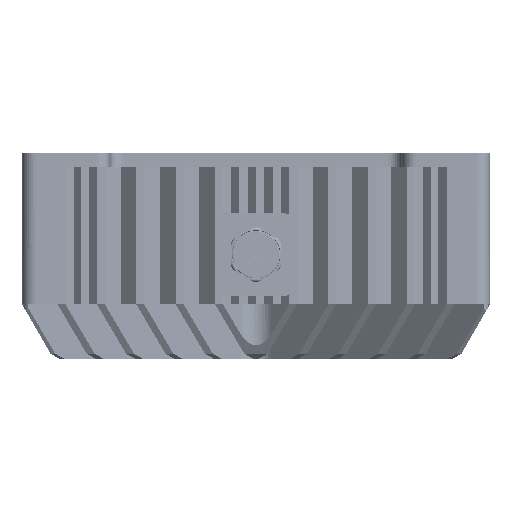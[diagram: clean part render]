
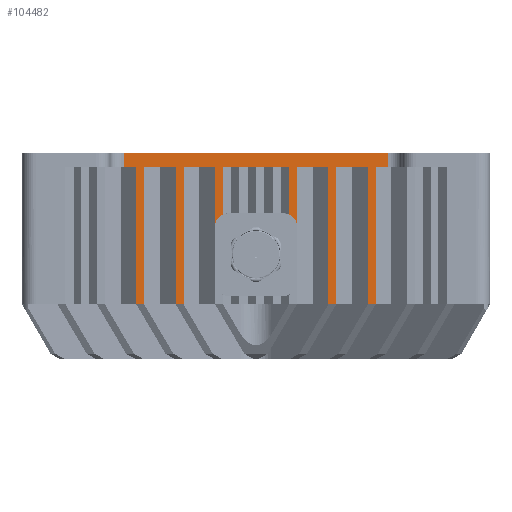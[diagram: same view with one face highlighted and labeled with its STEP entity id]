
A CAD part, left-side view. The second image highlights one B-rep face of the part: STEP entity #104482.
In plain terms, the highlighted planar face has unit normal (-1, 0, 0).
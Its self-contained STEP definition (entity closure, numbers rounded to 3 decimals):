
#10800=FACE_OUTER_BOUND('',#16464,.T.);
#16464=EDGE_LOOP('',(#84158,#84159,#84160,#84161,#84162,#84163,#84164,#84165,
#84166,#84167,#84168,#84169,#84170,#84171,#84172,#84173,#84174,#84175,#84176,
#84177,#84178,#84179,#84180,#84181,#84182,#84183,#84184,#84185,#84186,#84187,
#84188,#84189));
#21127=CIRCLE('',#112483,5.);
#21128=CIRCLE('',#112484,5.);
#27453=LINE('',#294781,#34963);
#27454=LINE('',#294783,#34964);
#27455=LINE('',#294785,#34965);
#27456=LINE('',#294787,#34966);
#27457=LINE('',#294789,#34967);
#27458=LINE('',#294791,#34968);
#27459=LINE('',#294793,#34969);
#27460=LINE('',#294795,#34970);
#27461=LINE('',#294797,#34971);
#27462=LINE('',#294799,#34972);
#27463=LINE('',#294801,#34973);
#27464=LINE('',#294803,#34974);
#27465=LINE('',#294805,#34975);
#27466=LINE('',#294809,#34976);
#27467=LINE('',#294811,#34977);
#27468=LINE('',#294813,#34978);
#27469=LINE('',#294815,#34979);
#27470=LINE('',#294817,#34980);
#27471=LINE('',#294819,#34981);
#27472=LINE('',#294821,#34982);
#27473=LINE('',#294825,#34983);
#27474=LINE('',#294827,#34984);
#27475=LINE('',#294829,#34985);
#27476=LINE('',#294831,#34986);
#27477=LINE('',#294833,#34987);
#27478=LINE('',#294835,#34988);
#27479=LINE('',#294837,#34989);
#27480=LINE('',#294839,#34990);
#27481=LINE('',#294841,#34991);
#27482=LINE('',#294842,#34992);
#34963=VECTOR('',#133106,10.);
#34964=VECTOR('',#133107,10.);
#34965=VECTOR('',#133108,10.);
#34966=VECTOR('',#133109,10.);
#34967=VECTOR('',#133110,10.);
#34968=VECTOR('',#133111,10.);
#34969=VECTOR('',#133112,10.);
#34970=VECTOR('',#133113,10.);
#34971=VECTOR('',#133114,10.);
#34972=VECTOR('',#133115,10.);
#34973=VECTOR('',#133116,10.);
#34974=VECTOR('',#133117,10.);
#34975=VECTOR('',#133118,10.);
#34976=VECTOR('',#133121,10.);
#34977=VECTOR('',#133122,10.);
#34978=VECTOR('',#133123,10.);
#34979=VECTOR('',#133124,10.);
#34980=VECTOR('',#133125,10.);
#34981=VECTOR('',#133126,10.);
#34982=VECTOR('',#133127,10.);
#34983=VECTOR('',#133130,10.);
#34984=VECTOR('',#133131,10.);
#34985=VECTOR('',#133132,10.);
#34986=VECTOR('',#133133,10.);
#34987=VECTOR('',#133134,10.);
#34988=VECTOR('',#133135,10.);
#34989=VECTOR('',#133136,10.);
#34990=VECTOR('',#133137,10.);
#34991=VECTOR('',#133138,10.);
#34992=VECTOR('',#133139,10.);
#44638=VERTEX_POINT('',#294779);
#44639=VERTEX_POINT('',#294780);
#44640=VERTEX_POINT('',#294782);
#44641=VERTEX_POINT('',#294784);
#44642=VERTEX_POINT('',#294786);
#44643=VERTEX_POINT('',#294788);
#44644=VERTEX_POINT('',#294790);
#44645=VERTEX_POINT('',#294792);
#44646=VERTEX_POINT('',#294794);
#44647=VERTEX_POINT('',#294796);
#44648=VERTEX_POINT('',#294798);
#44649=VERTEX_POINT('',#294800);
#44650=VERTEX_POINT('',#294802);
#44651=VERTEX_POINT('',#294804);
#44652=VERTEX_POINT('',#294806);
#44653=VERTEX_POINT('',#294808);
#44654=VERTEX_POINT('',#294810);
#44655=VERTEX_POINT('',#294812);
#44656=VERTEX_POINT('',#294814);
#44657=VERTEX_POINT('',#294816);
#44658=VERTEX_POINT('',#294818);
#44659=VERTEX_POINT('',#294820);
#44660=VERTEX_POINT('',#294822);
#44661=VERTEX_POINT('',#294824);
#44662=VERTEX_POINT('',#294826);
#44663=VERTEX_POINT('',#294828);
#44664=VERTEX_POINT('',#294830);
#44665=VERTEX_POINT('',#294832);
#44666=VERTEX_POINT('',#294834);
#44667=VERTEX_POINT('',#294836);
#44668=VERTEX_POINT('',#294838);
#44669=VERTEX_POINT('',#294840);
#58287=EDGE_CURVE('',#44638,#44639,#27453,.T.);
#58288=EDGE_CURVE('',#44638,#44640,#27454,.T.);
#58289=EDGE_CURVE('',#44641,#44640,#27455,.T.);
#58290=EDGE_CURVE('',#44641,#44642,#27456,.T.);
#58291=EDGE_CURVE('',#44642,#44643,#27457,.T.);
#58292=EDGE_CURVE('',#44643,#44644,#27458,.T.);
#58293=EDGE_CURVE('',#44644,#44645,#27459,.T.);
#58294=EDGE_CURVE('',#44645,#44646,#27460,.T.);
#58295=EDGE_CURVE('',#44646,#44647,#27461,.T.);
#58296=EDGE_CURVE('',#44647,#44648,#27462,.T.);
#58297=EDGE_CURVE('',#44648,#44649,#27463,.T.);
#58298=EDGE_CURVE('',#44649,#44650,#27464,.T.);
#58299=EDGE_CURVE('',#44650,#44651,#27465,.T.);
#58300=EDGE_CURVE('',#44652,#44651,#21127,.T.);
#58301=EDGE_CURVE('',#44652,#44653,#27466,.T.);
#58302=EDGE_CURVE('',#44653,#44654,#27467,.T.);
#58303=EDGE_CURVE('',#44654,#44655,#27468,.T.);
#58304=EDGE_CURVE('',#44655,#44656,#27469,.T.);
#58305=EDGE_CURVE('',#44656,#44657,#27470,.T.);
#58306=EDGE_CURVE('',#44657,#44658,#27471,.T.);
#58307=EDGE_CURVE('',#44658,#44659,#27472,.T.);
#58308=EDGE_CURVE('',#44660,#44659,#21128,.T.);
#58309=EDGE_CURVE('',#44660,#44661,#27473,.T.);
#58310=EDGE_CURVE('',#44661,#44662,#27474,.T.);
#58311=EDGE_CURVE('',#44662,#44663,#27475,.T.);
#58312=EDGE_CURVE('',#44663,#44664,#27476,.T.);
#58313=EDGE_CURVE('',#44664,#44665,#27477,.T.);
#58314=EDGE_CURVE('',#44665,#44666,#27478,.T.);
#58315=EDGE_CURVE('',#44666,#44667,#27479,.T.);
#58316=EDGE_CURVE('',#44667,#44668,#27480,.T.);
#58317=EDGE_CURVE('',#44668,#44669,#27481,.T.);
#58318=EDGE_CURVE('',#44669,#44639,#27482,.T.);
#84158=ORIENTED_EDGE('',*,*,#58287,.F.);
#84159=ORIENTED_EDGE('',*,*,#58288,.T.);
#84160=ORIENTED_EDGE('',*,*,#58289,.F.);
#84161=ORIENTED_EDGE('',*,*,#58290,.T.);
#84162=ORIENTED_EDGE('',*,*,#58291,.T.);
#84163=ORIENTED_EDGE('',*,*,#58292,.T.);
#84164=ORIENTED_EDGE('',*,*,#58293,.T.);
#84165=ORIENTED_EDGE('',*,*,#58294,.T.);
#84166=ORIENTED_EDGE('',*,*,#58295,.T.);
#84167=ORIENTED_EDGE('',*,*,#58296,.T.);
#84168=ORIENTED_EDGE('',*,*,#58297,.T.);
#84169=ORIENTED_EDGE('',*,*,#58298,.T.);
#84170=ORIENTED_EDGE('',*,*,#58299,.T.);
#84171=ORIENTED_EDGE('',*,*,#58300,.F.);
#84172=ORIENTED_EDGE('',*,*,#58301,.T.);
#84173=ORIENTED_EDGE('',*,*,#58302,.T.);
#84174=ORIENTED_EDGE('',*,*,#58303,.T.);
#84175=ORIENTED_EDGE('',*,*,#58304,.T.);
#84176=ORIENTED_EDGE('',*,*,#58305,.T.);
#84177=ORIENTED_EDGE('',*,*,#58306,.T.);
#84178=ORIENTED_EDGE('',*,*,#58307,.T.);
#84179=ORIENTED_EDGE('',*,*,#58308,.F.);
#84180=ORIENTED_EDGE('',*,*,#58309,.T.);
#84181=ORIENTED_EDGE('',*,*,#58310,.T.);
#84182=ORIENTED_EDGE('',*,*,#58311,.T.);
#84183=ORIENTED_EDGE('',*,*,#58312,.T.);
#84184=ORIENTED_EDGE('',*,*,#58313,.T.);
#84185=ORIENTED_EDGE('',*,*,#58314,.T.);
#84186=ORIENTED_EDGE('',*,*,#58315,.T.);
#84187=ORIENTED_EDGE('',*,*,#58316,.T.);
#84188=ORIENTED_EDGE('',*,*,#58317,.T.);
#84189=ORIENTED_EDGE('',*,*,#58318,.T.);
#94634=PLANE('',#112482);
#104482=ADVANCED_FACE('',(#10800),#94634,.T.);
#112482=AXIS2_PLACEMENT_3D('',#294778,#133104,#133105);
#112483=AXIS2_PLACEMENT_3D('',#294807,#133119,#133120);
#112484=AXIS2_PLACEMENT_3D('',#294823,#133128,#133129);
#133104=DIRECTION('center_axis',(-1.,0.,0.));
#133105=DIRECTION('ref_axis',(0.,0.,
1.));
#133106=DIRECTION('',(0.,0.,-1.));
#133107=DIRECTION('',(0.,1.,0.));
#133108=DIRECTION('',(0.,0.,1.));
#133109=DIRECTION('',(0.,-1.,0.));
#133110=DIRECTION('',(0.,0.,-1.));
#133111=DIRECTION('',(0.,-1.,0.));
#133112=DIRECTION('',(0.,0.,1.));
#133113=DIRECTION('',(0.,-1.,0.));
#133114=DIRECTION('',(0.,0.,-1.));
#133115=DIRECTION('',(0.,-1.,0.));
#133116=DIRECTION('',(0.,0.,1.));
#133117=DIRECTION('',(0.,-1.,0.));
#133118=DIRECTION('',(0.,0.,-1.));
#133119=DIRECTION('center_axis',(-1.,0.,0.));
#133120=DIRECTION('ref_axis',(0.,0.707,0.707));
#133121=DIRECTION('',(0.,0.,1.));
#133122=DIRECTION('',(0.,-1.,0.));
#133123=DIRECTION('',(0.,0.,-1.));
#133124=DIRECTION('',(0.,-1.,0.));
#133125=DIRECTION('',(0.,0.,1.));
#133126=DIRECTION('',(0.,-1.,0.));
#133127=DIRECTION('',(0.,0.,-1.));
#133128=DIRECTION('center_axis',(-1.,0.,0.));
#133129=DIRECTION('ref_axis',(0.,-0.707,0.707));
#133130=DIRECTION('',(0.,0.,1.));
#133131=DIRECTION('',(0.,-1.,0.));
#133132=DIRECTION('',(0.,0.,-1.));
#133133=DIRECTION('',(0.,-1.,0.));
#133134=DIRECTION('',(0.,0.,1.));
#133135=DIRECTION('',(0.,-1.,0.));
#133136=DIRECTION('',(0.,0.,-1.));
#133137=DIRECTION('',(0.,-1.,0.));
#133138=DIRECTION('',(0.,0.,1.));
#133139=DIRECTION('',(0.,-1.,0.));
#294778=CARTESIAN_POINT('Origin',(-125.,-85.,50.));
#294779=CARTESIAN_POINT('',(-125.,-48.,55.));
#294780=CARTESIAN_POINT('',(-125.,-48.,50.));
#294781=CARTESIAN_POINT('',(-125.,-48.,52.5));
#294782=CARTESIAN_POINT('',(-125.,48.,55.));
#294783=CARTESIAN_POINT('',(-125.,85.,55.));
#294784=CARTESIAN_POINT('',(-125.,48.,50.));
#294785=CARTESIAN_POINT('',(-125.,48.,52.5));
#294786=CARTESIAN_POINT('',(-125.,43.505,50.));
#294787=CARTESIAN_POINT('',(-125.,85.,50.));
#294788=CARTESIAN_POINT('',(-125.,43.505,0.));
#294789=CARTESIAN_POINT('',(-125.,43.505,0.));
#294790=CARTESIAN_POINT('',(-125.,40.643,0.));
#294791=CARTESIAN_POINT('',(-125.,0.,0.));
#294792=CARTESIAN_POINT('',(-125.,40.643,50.));
#294793=CARTESIAN_POINT('',(-125.,40.643,0.));
#294794=CARTESIAN_POINT('',(-125.,29.196,50.));
#294795=CARTESIAN_POINT('',(-125.,85.,50.));
#294796=CARTESIAN_POINT('',(-125.,29.196,0.));
#294797=CARTESIAN_POINT('',(-125.,29.196,0.));
#294798=CARTESIAN_POINT('',(-125.,26.335,0.));
#294799=CARTESIAN_POINT('',(-125.,0.,0.));
#294800=CARTESIAN_POINT('',(-125.,26.335,50.));
#294801=CARTESIAN_POINT('',(-125.,26.335,0.));
#294802=CARTESIAN_POINT('',(-125.,14.888,50.));
#294803=CARTESIAN_POINT('',(-125.,85.,50.));
#294804=CARTESIAN_POINT('',(-125.,14.888,29.053));
#294805=CARTESIAN_POINT('',(-125.,14.888,0.));
#294806=CARTESIAN_POINT('',(-125.,12.026,32.571));
#294807=CARTESIAN_POINT('Origin',(-125.,10.,28.));
#294808=CARTESIAN_POINT('',(-125.,12.026,50.));
#294809=CARTESIAN_POINT('',(-125.,12.026,0.));
#294810=CARTESIAN_POINT('',(-125.,0.043,50.));
#294811=CARTESIAN_POINT('',(-125.,85.,50.));
#294812=CARTESIAN_POINT('',(-125.,0.043,33.));
#294813=CARTESIAN_POINT('',(-125.,0.043,0.));
#294814=CARTESIAN_POINT('',(-125.,-0.043,33.));
#294815=CARTESIAN_POINT('',(-125.,-50.,33.));
#294816=CARTESIAN_POINT('',(-125.,-0.043,50.));
#294817=CARTESIAN_POINT('',(-125.,-0.043,0.));
#294818=CARTESIAN_POINT('',(-125.,-12.026,50.));
#294819=CARTESIAN_POINT('',(-125.,85.,50.));
#294820=CARTESIAN_POINT('',(-125.,-12.026,32.571));
#294821=CARTESIAN_POINT('',(-125.,-12.026,0.));
#294822=CARTESIAN_POINT('',(-125.,-14.888,29.053));
#294823=CARTESIAN_POINT('Origin',(-125.,-10.,28.));
#294824=CARTESIAN_POINT('',(-125.,-14.888,50.));
#294825=CARTESIAN_POINT('',(-125.,-14.888,0.));
#294826=CARTESIAN_POINT('',(-125.,-26.335,50.));
#294827=CARTESIAN_POINT('',(-125.,85.,50.));
#294828=CARTESIAN_POINT('',(-125.,-26.335,0.));
#294829=CARTESIAN_POINT('',(-125.,-26.335,0.));
#294830=CARTESIAN_POINT('',(-125.,-29.196,0.));
#294831=CARTESIAN_POINT('',(-125.,0.,0.));
#294832=CARTESIAN_POINT('',(-125.,-29.196,50.));
#294833=CARTESIAN_POINT('',(-125.,-29.196,0.));
#294834=CARTESIAN_POINT('',(-125.,-40.643,50.));
#294835=CARTESIAN_POINT('',(-125.,85.,50.));
#294836=CARTESIAN_POINT('',(-125.,-40.643,0.));
#294837=CARTESIAN_POINT('',(-125.,-40.643,0.));
#294838=CARTESIAN_POINT('',(-125.,-43.505,0.));
#294839=CARTESIAN_POINT('',(-125.,0.,0.));
#294840=CARTESIAN_POINT('',(-125.,-43.505,50.));
#294841=CARTESIAN_POINT('',(-125.,-43.505,0.));
#294842=CARTESIAN_POINT('',(-125.,85.,50.));
